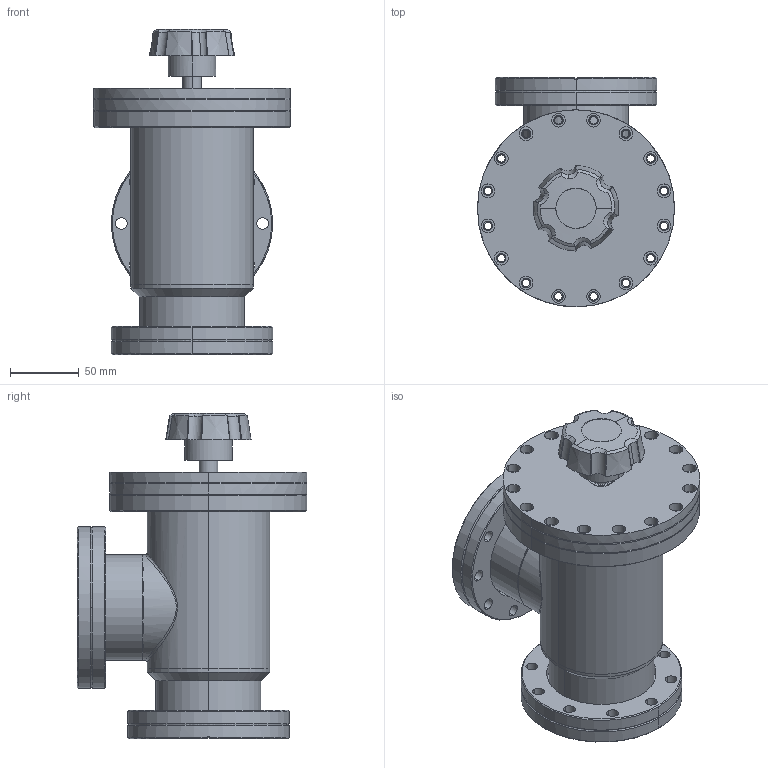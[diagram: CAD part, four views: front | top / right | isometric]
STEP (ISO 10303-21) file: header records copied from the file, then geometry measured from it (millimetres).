
FILE_DESCRIPTION (( 'STEP AP214' ), '1' );
FILE_NAME ('MA-300-H-CF_MANUAL_ANGLE_VALVE.STEP', '2020-05-19T08:23:10', ( 'admin' ), ( 'Microsoft' ), 'SwSTEP 2.0', 'SolidWorks 2016', '' );
FILE_SCHEMA (( 'AUTOMOTIVE_DESIGN' ));
Length unit declared in the file: inch
Products named in the file (1): MA-300-H-CF_MANUAL_ANGLE_VALVE
Bounding box: 142.88 x 166.69 x 236.19 mm (x, y, z)
Volume: 692302.5 mm3; surface area: 293695.7 mm2
Topology: 13 solids, 13 shells, 485 faces, 1235 edges, 809 vertices
Faces by surface type: cylinder 264, plane 107, cone 92, bspline 22
Entity records: 18283 total; most frequent: CARTESIAN_POINT 5985, DIRECTION 2598, ORIENTED_EDGE 2470, EDGE_CURVE 1235, AXIS2_PLACEMENT_3D 1099, VERTEX_POINT 809, EDGE_LOOP 648, CIRCLE 635
